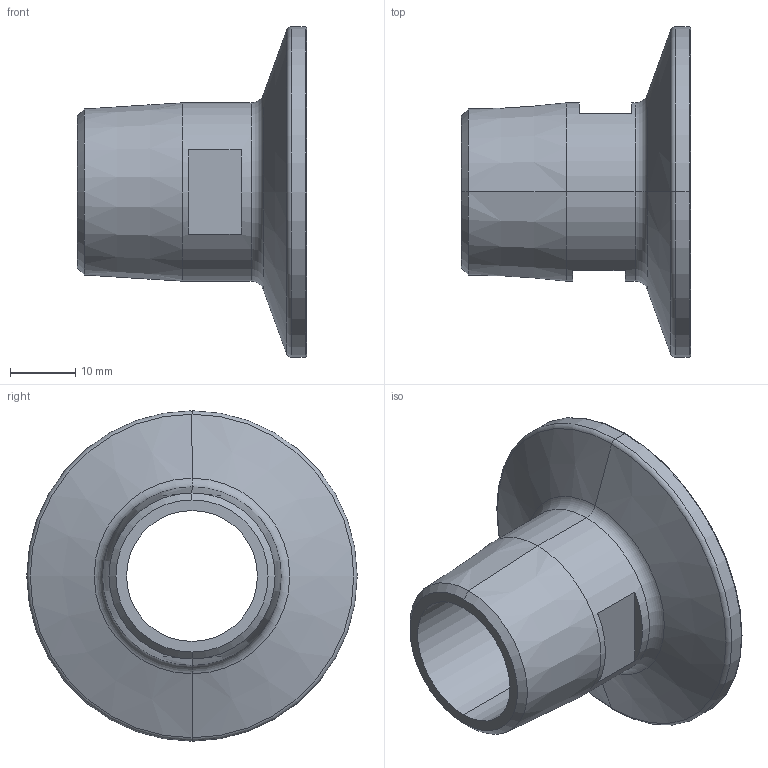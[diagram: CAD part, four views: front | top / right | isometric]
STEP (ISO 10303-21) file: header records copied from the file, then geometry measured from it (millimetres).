
FILE_DESCRIPTION (( 'STEP AP214' ), '1' );
FILE_NAME ('AM.150.075.STEP', '2020-03-26T13:45:15', ( '' ), ( '' ), 'SwSTEP 2.0', 'SolidWorks 2019', '' );
FILE_SCHEMA (( 'AUTOMOTIVE_DESIGN' ));
Length unit declared in the file: millimetre
Products named in the file (1): AM.150.075
Bounding box: 35 x 50.5 x 50.5 mm (x, y, z)
Volume: 12743.6 mm3; surface area: 8321.1 mm2
Topology: 1 solids, 1 shells, 39 faces, 80 edges, 46 vertices
Faces by surface type: cone 12, torus 12, plane 9, cylinder 6
Entity records: 1070 total; most frequent: DIRECTION 214, CARTESIAN_POINT 166, ORIENTED_EDGE 160, AXIS2_PLACEMENT_3D 94, EDGE_CURVE 80, CIRCLE 54, VERTEX_POINT 46, EDGE_LOOP 44
